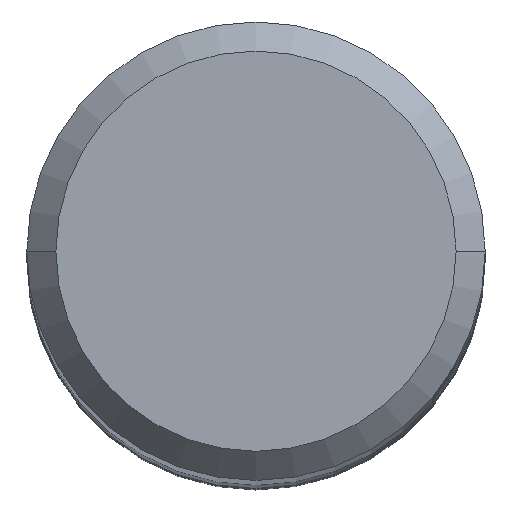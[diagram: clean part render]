
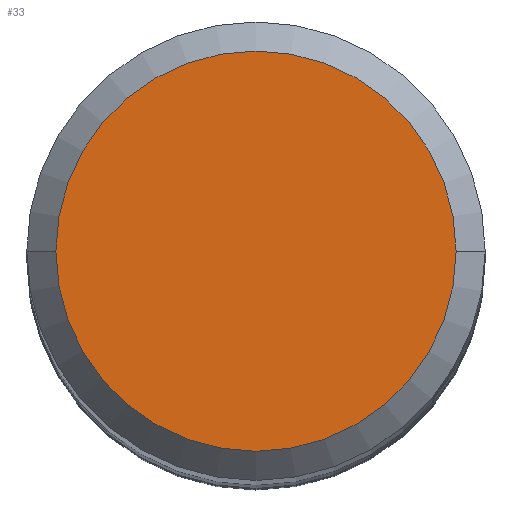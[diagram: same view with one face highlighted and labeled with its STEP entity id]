
A CAD part, top view. The second image highlights one B-rep face of the part: STEP entity #33.
In plain terms, the highlighted planar face has unit normal (0, 0, 1).
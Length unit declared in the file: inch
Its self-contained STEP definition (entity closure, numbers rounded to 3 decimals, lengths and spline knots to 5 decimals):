
#33 = ADVANCED_FACE ( 'NONE', ( #440 ), #214, .T. ) ;
#48 = DIRECTION ( 'NONE',  ( 0., 0., 1. ) ) ;
#51 = VERTEX_POINT ( 'NONE', #488 ) ;
#52 = CARTESIAN_POINT ( 'NONE',  ( 0., 0., 0. ) ) ;
#119 = CIRCLE ( 'NONE', #536, 0.1375 ) ;
#132 = CARTESIAN_POINT ( 'NONE',  ( -0.1375, 0., 0. ) ) ;
#177 = CARTESIAN_POINT ( 'NONE',  ( 0., 0., 0. ) ) ;
#187 = DIRECTION ( 'NONE',  ( -1., 0., 0. ) ) ;
#214 = PLANE ( 'NONE',  #271 ) ;
#223 = DIRECTION ( 'NONE',  ( 0., 0., -1. ) ) ;
#234 = AXIS2_PLACEMENT_3D ( 'NONE', #177, #223, #187 ) ;
#271 = AXIS2_PLACEMENT_3D ( 'NONE', #395, #48, #560 ) ;
#273 = EDGE_CURVE ( 'NONE', #554, #51, #119, .T. ) ;
#377 = DIRECTION ( 'NONE',  ( 0., 0., -1. ) ) ;
#395 = CARTESIAN_POINT ( 'NONE',  ( 0., 0.1375, 0. ) ) ;
#406 = DIRECTION ( 'NONE',  ( -1., 0., 0. ) ) ;
#430 = ORIENTED_EDGE ( 'NONE', *, *, #273, .F. ) ;
#440 = FACE_OUTER_BOUND ( 'NONE', #484, .T. ) ;
#484 = EDGE_LOOP ( 'NONE', ( #430, #508 ) ) ;
#488 = CARTESIAN_POINT ( 'NONE',  ( 0.1375, 0., 0. ) ) ;
#490 = EDGE_CURVE ( 'NONE', #51, #554, #509, .T. ) ;
#508 = ORIENTED_EDGE ( 'NONE', *, *, #490, .F. ) ;
#509 = CIRCLE ( 'NONE', #234, 0.1375 ) ;
#536 = AXIS2_PLACEMENT_3D ( 'NONE', #52, #377, #406 ) ;
#554 = VERTEX_POINT ( 'NONE', #132 ) ;
#560 = DIRECTION ( 'NONE',  ( 1., 0., 0. ) ) ;
